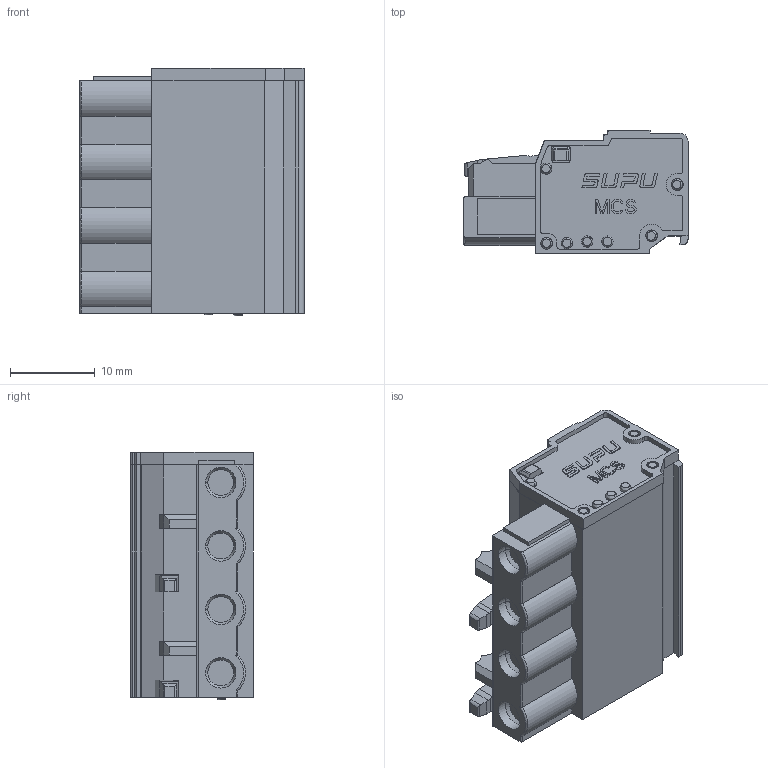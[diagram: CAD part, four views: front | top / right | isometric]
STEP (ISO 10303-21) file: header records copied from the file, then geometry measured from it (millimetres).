
FILE_DESCRIPTION(/* description */ (''),/* implementation_level */ '2;1');
FILE_NAME(/* name */ '475604.stp',/* time_stamp */ '2021-12-08T17:02:05+08:00',/* author */ (''),/* organization */ (''),/* preprocessor_version */ 'ST-DEVELOPER v16.7',/* originating_system */ 'SIEMENS PLM Software NX 12.0',/* authorisation */ '');
FILE_SCHEMA (('AUTOMOTIVE_DESIGN { 1 0 10303 214 3 1 1 1 }'));
Products named in the file (1): SP26782EDBsgdh
Bounding box: 26.5 x 14.5 x 29.3 mm (x, y, z)
Volume: 7321.6 mm3; surface area: 5886.2 mm2
Topology: 1 solids, 40 shells, 2232 faces, 5739 edges, 3652 vertices
Faces by surface type: plane 1233, cylinder 464, cone 196, torus 195, extrusion 85, bspline 53, sphere 6
Full cylindrical faces by diameter (mm): 1 x8, 1.2 x7, 1.24 x6, 1.36 x6, 1.64 x6, 3.6 x1, 4.3 x1
Entity records: 69767 total; most frequent: CARTESIAN_POINT 15824, ORIENTED_EDGE 11258, DIRECTION 10958, EDGE_CURVE 5629, VECTOR 3848, LINE 3763, VERTEX_POINT 3630, AXIS2_PLACEMENT_3D 3555
